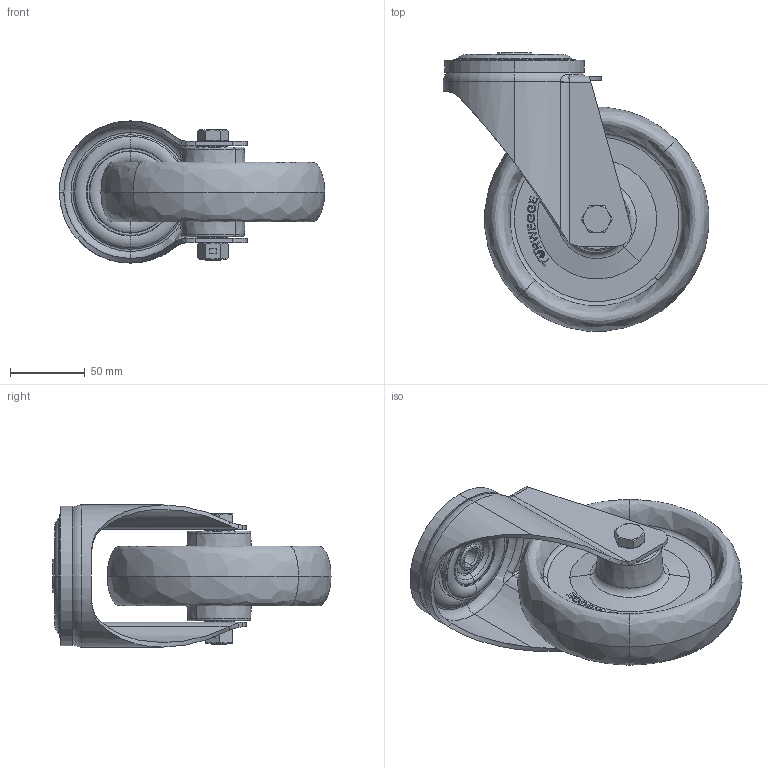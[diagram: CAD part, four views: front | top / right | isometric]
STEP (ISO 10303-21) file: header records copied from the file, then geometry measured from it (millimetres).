
FILE_DESCRIPTION (( 'STEP AP214' ), '1' );
FILE_NAME ('0056041.step', '2023-06-19T09:33:51', ( '' ), ( '' ), 'SwSTEP 2.0', 'SolidWorks 2020', '' );
FILE_SCHEMA (( 'AUTOMOTIVE_DESIGN' ));
Length unit declared in the file: millimetre
Products named in the file (1): 0056041
Bounding box: 177.22 x 185.72 x 95 mm (x, y, z)
Volume: 517591.6 mm3; surface area: 157140.3 mm2
Topology: 15 solids, 16 shells, 481 faces, 1131 edges, 686 vertices
Faces by surface type: plane 159, torus 86, cone 77, bspline 69, cylinder 66, sphere 24
Entity records: 22469 total; most frequent: CARTESIAN_POINT 6753, ORIENTED_EDGE 2166, DIRECTION 2025, EDGE_CURVE 1083, AXIS2_PLACEMENT_3D 841, VERTEX_POINT 662, EDGE_LOOP 527, UNCERTAINTY_MEASURE_WITH_UNIT 498
